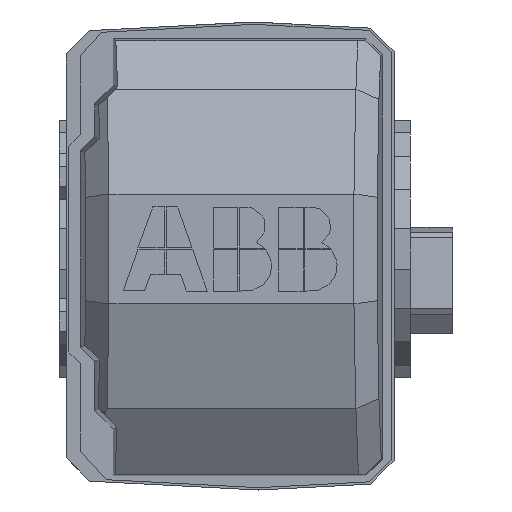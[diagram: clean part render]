
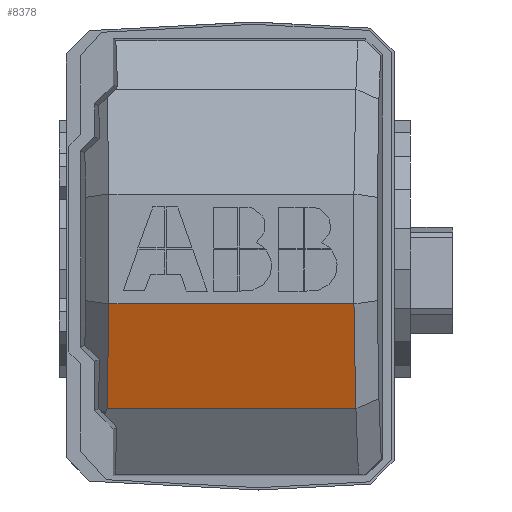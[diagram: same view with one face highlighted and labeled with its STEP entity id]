
A CAD part, left-side view. The second image highlights one B-rep face of the part: STEP entity #8378.
In plain terms, the highlighted planar face has unit normal (-0.951, 0, -0.309).
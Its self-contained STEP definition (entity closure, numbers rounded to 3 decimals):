
#890 = EDGE_CURVE ( 'NONE', #6716, #12535, #7069, .T. ) ;
#1054 = DIRECTION ( 'NONE',  ( 0., 1., 0. ) ) ;
#1240 = CARTESIAN_POINT ( 'NONE',  ( -63.651, 100., 643.901 ) ) ;
#1538 = LINE ( 'NONE', #20868, #7641 ) ;
#1833 = VECTOR ( 'NONE', #9167, 1000. ) ;
#2353 = EDGE_CURVE ( 'NONE', #20723, #6716, #13605, .T. ) ;
#2611 = LINE ( 'NONE', #9425, #1833 ) ;
#4190 = ORIENTED_EDGE ( 'NONE', *, *, #2353, .F. ) ;
#5323 = VERTEX_POINT ( 'NONE', #17111 ) ;
#5757 = DIRECTION ( 'NONE',  ( 0.309, -0.016, -0.951 ) ) ;
#6072 = LINE ( 'NONE', #8010, #17820 ) ;
#6716 = VERTEX_POINT ( 'NONE', #19610 ) ;
#6810 = VECTOR ( 'NONE', #5757, 1000. ) ;
#7069 = LINE ( 'NONE', #1240, #10222 ) ;
#7641 = VECTOR ( 'NONE', #12083, 1000. ) ;
#7968 = ORIENTED_EDGE ( 'NONE', *, *, #8189, .F. ) ;
#8002 = DIRECTION ( 'NONE',  ( -0.309, 0., 0.951 ) ) ;
#8010 = CARTESIAN_POINT ( 'NONE',  ( -78.153, 100., 688.535 ) ) ;
#8157 = DIRECTION ( 'NONE',  ( -0.951, 0., -0.309 ) ) ;
#8183 = PLANE ( 'NONE',  #11967 ) ;
#8189 = EDGE_CURVE ( 'NONE', #12535, #5323, #2611, .T. ) ;
#8378 = ADVANCED_FACE ( 'NONE', ( #9392 ), #8183, .T. ) ;
#8448 = CARTESIAN_POINT ( 'NONE',  ( -78.153, 100., 688.535 ) ) ;
#8498 = CARTESIAN_POINT ( 'NONE',  ( -78.129, -40.862, 688.46 ) ) ;
#8802 = ORIENTED_EDGE ( 'NONE', *, *, #17398, .F. ) ;
#9167 = DIRECTION ( 'NONE',  ( -0.309, -0.016, 0.951 ) ) ;
#9392 = FACE_OUTER_BOUND ( 'NONE', #19163, .T. ) ;
#9425 = CARTESIAN_POINT ( 'NONE',  ( -63.651, 64.62, 643.901 ) ) ;
#9643 = VECTOR ( 'NONE', #17528, 1000. ) ;
#10031 = VERTEX_POINT ( 'NONE', #11505 ) ;
#10222 = VECTOR ( 'NONE', #1054, 1000. ) ;
#10232 = LINE ( 'NONE', #19253, #9643 ) ;
#11505 = CARTESIAN_POINT ( 'NONE',  ( -78.153, -40.835, 688.535 ) ) ;
#11673 = DIRECTION ( 'NONE',  ( 0., 1., 0. ) ) ;
#11967 = AXIS2_PLACEMENT_3D ( 'NONE', #8448, #8157, #8002 ) ;
#12083 = DIRECTION ( 'NONE',  ( -0.292, -0.325, 0.9 ) ) ;
#12535 = VERTEX_POINT ( 'NONE', #21894 ) ;
#13605 = LINE ( 'NONE', #16476, #6810 ) ;
#14514 = ORIENTED_EDGE ( 'NONE', *, *, #15002, .T. ) ;
#15002 = EDGE_CURVE ( 'NONE', #10031, #17601, #6072, .T. ) ;
#15746 = ORIENTED_EDGE ( 'NONE', *, *, #19649, .F. ) ;
#16146 = CARTESIAN_POINT ( 'NONE',  ( -78.153, 63.835, 688.535 ) ) ;
#16476 = CARTESIAN_POINT ( 'NONE',  ( -78.129, -40.862, 688.46 ) ) ;
#17111 = CARTESIAN_POINT ( 'NONE',  ( -78.129, 63.862, 688.46 ) ) ;
#17398 = EDGE_CURVE ( 'NONE', #10031, #20723, #10232, .T. ) ;
#17528 = DIRECTION ( 'NONE',  ( 0.292, -0.325, -0.9 ) ) ;
#17601 = VERTEX_POINT ( 'NONE', #16146 ) ;
#17820 = VECTOR ( 'NONE', #11673, 1000. ) ;
#19129 = ORIENTED_EDGE ( 'NONE', *, *, #890, .F. ) ;
#19163 = EDGE_LOOP ( 'NONE', ( #8802, #14514, #15746, #7968, #19129, #4190 ) ) ;
#19253 = CARTESIAN_POINT ( 'NONE',  ( -78.153, -40.835, 688.535 ) ) ;
#19610 = CARTESIAN_POINT ( 'NONE',  ( -63.651, -41.62, 643.901 ) ) ;
#19649 = EDGE_CURVE ( 'NONE', #5323, #17601, #1538, .T. ) ;
#20723 = VERTEX_POINT ( 'NONE', #8498 ) ;
#20868 = CARTESIAN_POINT ( 'NONE',  ( -78.129, 63.862, 688.46 ) ) ;
#21894 = CARTESIAN_POINT ( 'NONE',  ( -63.651, 64.62, 643.901 ) ) ;
